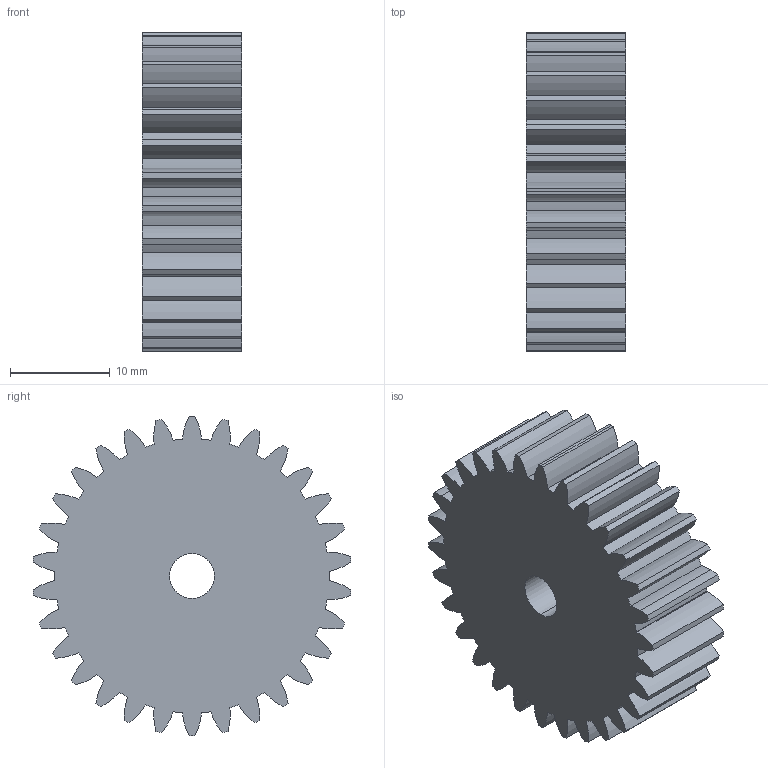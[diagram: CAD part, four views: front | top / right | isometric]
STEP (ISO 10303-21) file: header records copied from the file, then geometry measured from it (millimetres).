
FILE_DESCRIPTION (( 'STEP AP214' ), '1' );
FILE_NAME ('135_.STEP', '2022-02-12T14:26:58', ( '' ), ( '' ), 'SwSTEP 2.0', 'SolidWorks 2020', '' );
FILE_SCHEMA (( 'AUTOMOTIVE_DESIGN' ));
Length unit declared in the file: millimetre
Products named in the file (1): 135_
Bounding box: 10 x 31.88 x 32 mm (x, y, z)
Volume: 5964.2 mm3; surface area: 3570.3 mm2
Topology: 1 solids, 1 shells, 136 faces, 399 edges, 266 vertices
Faces by surface type: cylinder 127, plane 9
Entity records: 4715 total; most frequent: DIRECTION 927, CARTESIAN_POINT 802, ORIENTED_EDGE 798, EDGE_CURVE 399, AXIS2_PLACEMENT_3D 391, VERTEX_POINT 266, CIRCLE 254, VECTOR 145
